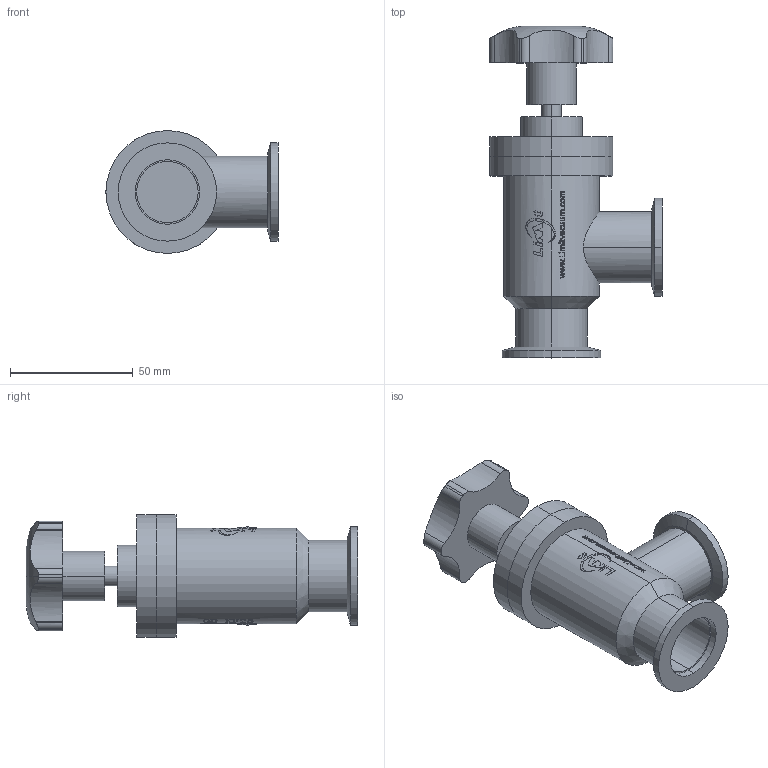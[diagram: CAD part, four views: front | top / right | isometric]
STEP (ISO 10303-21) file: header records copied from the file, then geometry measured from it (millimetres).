
FILE_DESCRIPTION (( 'STEP AP214' ), '1' );
FILE_NAME ('GD-KF25.STEP', '2024-08-19T02:27:59', ( '' ), ( '' ), 'SwSTEP 2.0', 'SolidWorks 2020', '' );
FILE_SCHEMA (( 'AUTOMOTIVE_DESIGN' ));
Length unit declared in the file: millimetre
Products named in the file (1): GD-KF25
Bounding box: 70 x 135 x 50 mm (x, y, z)
Volume: 113137.7 mm3; surface area: 38658.9 mm2
Topology: 3 solids, 3 shells, 652 faces, 1761 edges, 1170 vertices
Faces by surface type: bspline 310, plane 227, cylinder 107, cone 6, torus 2
Entity records: 58455 total; most frequent: CARTESIAN_POINT 44735, ORIENTED_EDGE 3522, EDGE_CURVE 1761, DIRECTION 1672, VERTEX_POINT 1170, B_SPLINE_CURVE_WITH_KNOTS 1056, EDGE_LOOP 711, FACE_OUTER_BOUND 652
